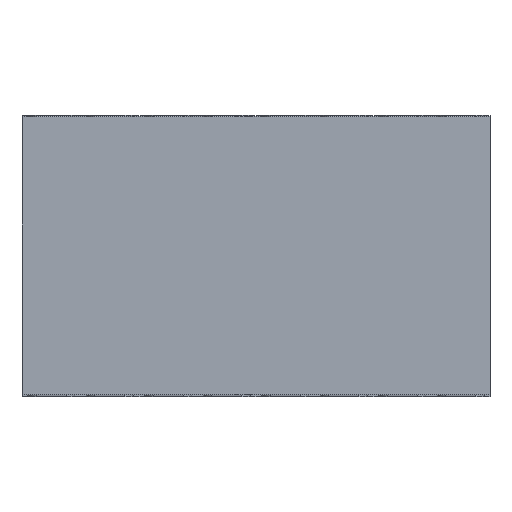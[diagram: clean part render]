
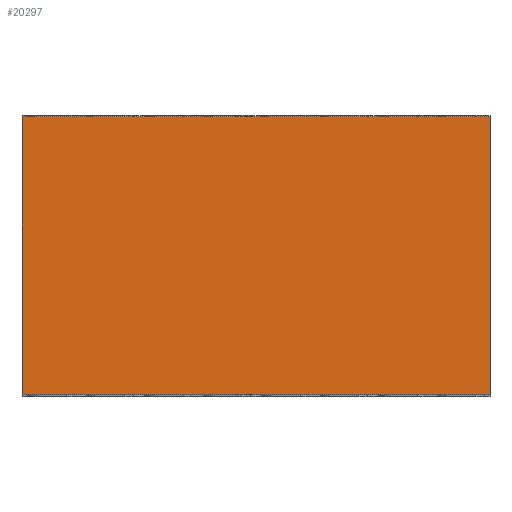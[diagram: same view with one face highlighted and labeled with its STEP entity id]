
A CAD part, top view. The second image highlights one B-rep face of the part: STEP entity #20297.
In plain terms, the highlighted face is planar.
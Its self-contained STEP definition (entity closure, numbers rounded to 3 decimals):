
#19946=DIRECTION('',(1.,0.,0.));
#19947=VECTOR('',#19946,59.4);
#19948=CARTESIAN_POINT('',(-29.7,1.5,50.));
#19949=LINE('',#19948,#19947);
#19954=DIRECTION('',(1.,0.,0.));
#19955=VECTOR('',#19954,59.4);
#19956=CARTESIAN_POINT('',(-29.7,1.5,-50.));
#19957=LINE('',#19956,#19955);
#19958=DIRECTION('',(0.,0.,1.));
#19959=VECTOR('',#19958,100.);
#19960=CARTESIAN_POINT('',(29.7,1.5,-50.));
#19961=LINE('',#19960,#19959);
#19966=DIRECTION('',(0.,0.,1.));
#19967=VECTOR('',#19966,100.);
#19968=CARTESIAN_POINT('',(-29.7,1.5,-50.));
#19969=LINE('',#19968,#19967);
#20130=CARTESIAN_POINT('',(29.7,1.5,-50.));
#20131=CARTESIAN_POINT('',(29.7,1.5,50.));
#20132=VERTEX_POINT('',#20130);
#20133=VERTEX_POINT('',#20131);
#20134=CARTESIAN_POINT('',(-29.7,1.5,-50.));
#20135=CARTESIAN_POINT('',(-29.7,1.5,50.));
#20136=VERTEX_POINT('',#20134);
#20137=VERTEX_POINT('',#20135);
#20285=CARTESIAN_POINT('',(-28.2,1.5,-50.));
#20286=DIRECTION('',(0.,1.,0.));
#20287=DIRECTION('',(-1.,0.,0.));
#20288=AXIS2_PLACEMENT_3D('',#20285,#20286,#20287);
#20289=PLANE('',#20288);
#20290=ORIENTED_EDGE('',*,*,#20267,.F.);
#20292=ORIENTED_EDGE('',*,*,#20291,.F.);
#20293=ORIENTED_EDGE('',*,*,#20171,.T.);
#20294=ORIENTED_EDGE('',*,*,#20280,.T.);
#20295=EDGE_LOOP('',(#20290,#20292,#20293,#20294));
#20296=FACE_OUTER_BOUND('',#20295,.F.);
#20171=EDGE_CURVE('',#20136,#20132,#19957,.T.);
#20267=EDGE_CURVE('',#20137,#20133,#19949,.T.);
#20280=EDGE_CURVE('',#20132,#20133,#19961,.T.);
#20291=EDGE_CURVE('',#20136,#20137,#19969,.T.);
#20297=ADVANCED_FACE('',(#20296),#20289,.T.);
